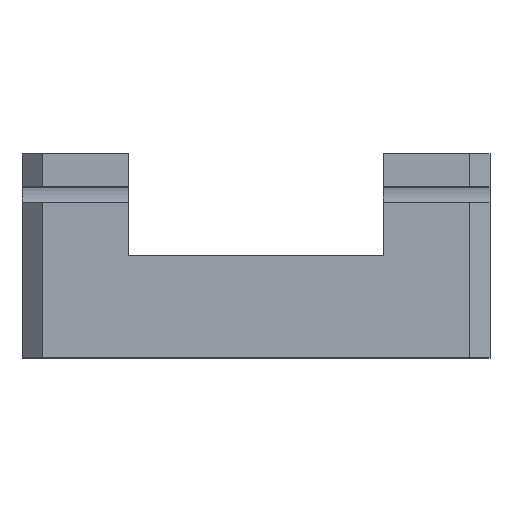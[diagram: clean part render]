
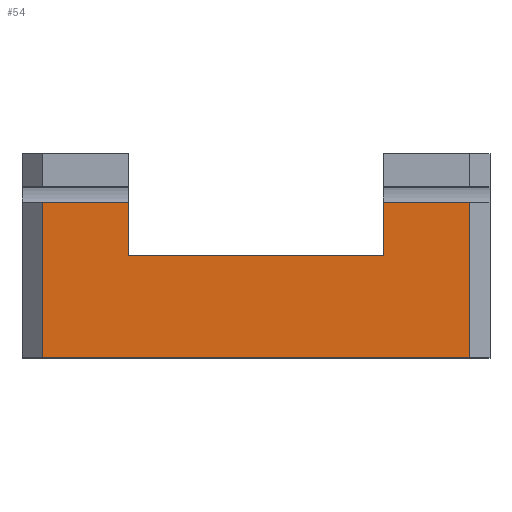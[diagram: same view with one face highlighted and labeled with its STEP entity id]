
A CAD part, top view. The second image highlights one B-rep face of the part: STEP entity #54.
In plain terms, the highlighted planar face has unit normal (0, 0, 1).
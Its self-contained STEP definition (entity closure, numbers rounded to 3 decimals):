
#54=ADVANCED_FACE('',(#142),#1534,.T.);
#142=FACE_OUTER_BOUND('',#244,.T.);
#244=EDGE_LOOP('',(#460,#461,#462,#463,#464,#465,#466,#467));
#460=ORIENTED_EDGE('',*,*,#877,.F.);
#461=ORIENTED_EDGE('',*,*,#845,.F.);
#462=ORIENTED_EDGE('',*,*,#887,.F.);
#463=ORIENTED_EDGE('',*,*,#888,.T.);
#464=ORIENTED_EDGE('',*,*,#889,.T.);
#465=ORIENTED_EDGE('',*,*,#890,.T.);
#466=ORIENTED_EDGE('',*,*,#891,.T.);
#467=ORIENTED_EDGE('',*,*,#892,.T.);
#845=EDGE_CURVE('',#1341,#1342,#1163,.T.);
#877=EDGE_CURVE('',#1342,#1388,#1195,.T.);
#887=EDGE_CURVE('',#1395,#1341,#1205,.T.);
#888=EDGE_CURVE('',#1395,#1396,#1206,.T.);
#889=EDGE_CURVE('',#1396,#1397,#1207,.T.);
#890=EDGE_CURVE('',#1397,#1398,#1208,.T.);
#891=EDGE_CURVE('',#1398,#1399,#1209,.T.);
#892=EDGE_CURVE('',#1399,#1388,#1210,.T.);
#1163=B_SPLINE_CURVE_WITH_KNOTS('',1,(#2683,#2684),.UNSPECIFIED.,.F.,.F.,
(2,2),(0.,42.),.UNSPECIFIED.);
#1195=B_SPLINE_CURVE_WITH_KNOTS('',1,(#2747,#2748),.UNSPECIFIED.,.F.,.F.,
(2,2),(0.,15.25),.UNSPECIFIED.);
#1205=B_SPLINE_CURVE_WITH_KNOTS('',1,(#2767,#2768),.UNSPECIFIED.,.F.,.F.,
(2,2),(0.,15.25),.UNSPECIFIED.);
#1206=B_SPLINE_CURVE_WITH_KNOTS('',1,(#2769,#2770),.UNSPECIFIED.,.F.,.F.,
(2,2),(0.,8.5),.UNSPECIFIED.);
#1207=B_SPLINE_CURVE_WITH_KNOTS('',1,(#2771,#2772),.UNSPECIFIED.,.F.,.F.,
(2,2),(0.,5.25),.UNSPECIFIED.);
#1208=B_SPLINE_CURVE_WITH_KNOTS('',1,(#2773,#2774),.UNSPECIFIED.,.F.,.F.,
(2,2),(0.,25.),.UNSPECIFIED.);
#1209=B_SPLINE_CURVE_WITH_KNOTS('',1,(#2775,#2776),.UNSPECIFIED.,.F.,.F.,
(2,2),(0.,5.25),.UNSPECIFIED.);
#1210=B_SPLINE_CURVE_WITH_KNOTS('',1,(#2777,#2778),.UNSPECIFIED.,.F.,.F.,
(2,2),(0.,8.5),.UNSPECIFIED.);
#1341=VERTEX_POINT('',#2493);
#1342=VERTEX_POINT('',#2494);
#1388=VERTEX_POINT('',#2540);
#1395=VERTEX_POINT('',#2547);
#1396=VERTEX_POINT('',#2548);
#1397=VERTEX_POINT('',#2549);
#1398=VERTEX_POINT('',#2550);
#1399=VERTEX_POINT('',#2551);
#1534=PLANE('',#1596);
#1596=AXIS2_PLACEMENT_3D('',#1686,#1641,$);
#1641=DIRECTION('',(0.,0.,1.));
#1686=CARTESIAN_POINT('',(25.32,11.695,50.016));
#2493=CARTESIAN_POINT('',(21.,-5.2,50.016));
#2494=CARTESIAN_POINT('',(-21.,-5.2,50.016));
#2540=CARTESIAN_POINT('',(-21.,10.05,50.016));
#2547=CARTESIAN_POINT('',(21.,10.05,50.016));
#2548=CARTESIAN_POINT('',(12.5,10.05,50.016));
#2549=CARTESIAN_POINT('',(12.5,4.8,50.016));
#2550=CARTESIAN_POINT('',(-12.5,4.8,50.016));
#2551=CARTESIAN_POINT('',(-12.5,10.05,50.016));
#2683=CARTESIAN_POINT('',(21.,-5.2,50.016));
#2684=CARTESIAN_POINT('',(-21.,-5.2,50.016));
#2747=CARTESIAN_POINT('',(-21.,-5.2,50.016));
#2748=CARTESIAN_POINT('',(-21.,10.05,50.016));
#2767=CARTESIAN_POINT('',(21.,10.05,50.016));
#2768=CARTESIAN_POINT('',(21.,-5.2,50.016));
#2769=CARTESIAN_POINT('',(21.,10.05,50.016));
#2770=CARTESIAN_POINT('',(12.5,10.05,50.016));
#2771=CARTESIAN_POINT('',(12.5,10.05,50.016));
#2772=CARTESIAN_POINT('',(12.5,4.8,50.016));
#2773=CARTESIAN_POINT('',(12.5,4.8,50.016));
#2774=CARTESIAN_POINT('',(-12.5,4.8,50.016));
#2775=CARTESIAN_POINT('',(-12.5,4.8,50.016));
#2776=CARTESIAN_POINT('',(-12.5,10.05,50.016));
#2777=CARTESIAN_POINT('',(-12.5,10.05,50.016));
#2778=CARTESIAN_POINT('',(-21.,10.05,50.016));
